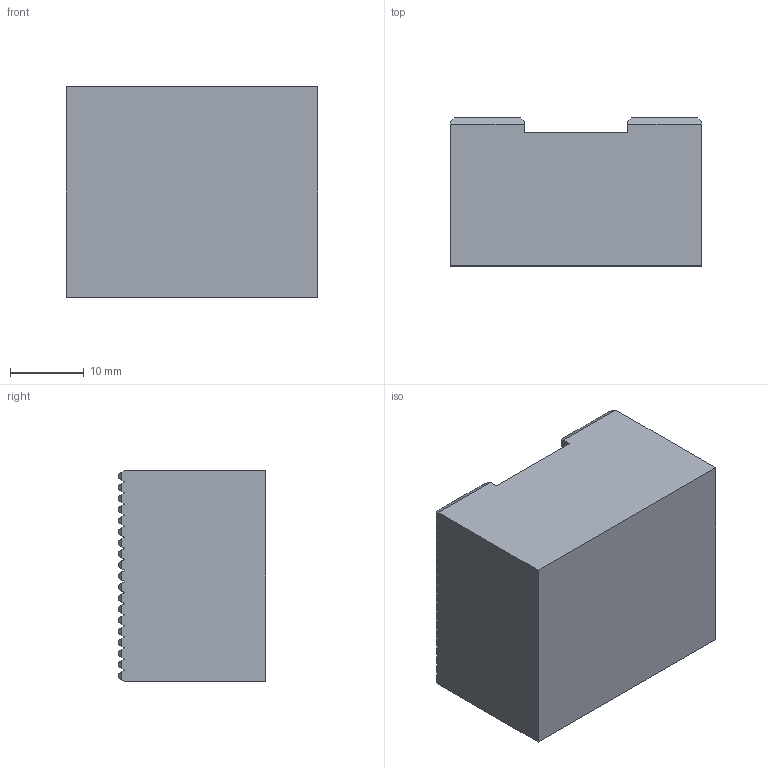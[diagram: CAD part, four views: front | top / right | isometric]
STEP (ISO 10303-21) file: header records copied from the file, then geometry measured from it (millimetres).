
FILE_DESCRIPTION(/* description */ (''),/* implementation_level */ '2;1');
FILE_NAME(/* name */ 'MT-CFB 66.stp',/* time_stamp */ '2019-11-22T14:43:17+01:00',/* author */ ('Emilio'),/* organization */ (''),/* preprocessor_version */ 'ST-DEVELOPER v17',/* originating_system */ 'Autodesk Inventor 2019',/* authorisation */ '');
FILE_SCHEMA (('AUTOMOTIVE_DESIGN { 1 0 10303 214 3 1 1 }'));
Length unit declared in the file: millimetre
Products named in the file (1): MT-CFB 66
Bounding box: 34 x 20 x 28.5 mm (x, y, z)
Volume: 18417.1 mm3; surface area: 4775.2 mm2
Topology: 1 solids, 1 shells, 438 faces, 1236 edges, 800 vertices
Faces by surface type: plane 390, cylinder 48
Entity records: 13906 total; most frequent: CARTESIAN_POINT 2475, ORIENTED_EDGE 2472, DIRECTION 2210, EDGE_CURVE 1236, LINE 1140, VECTOR 1140, VERTEX_POINT 800, AXIS2_PLACEMENT_3D 535
